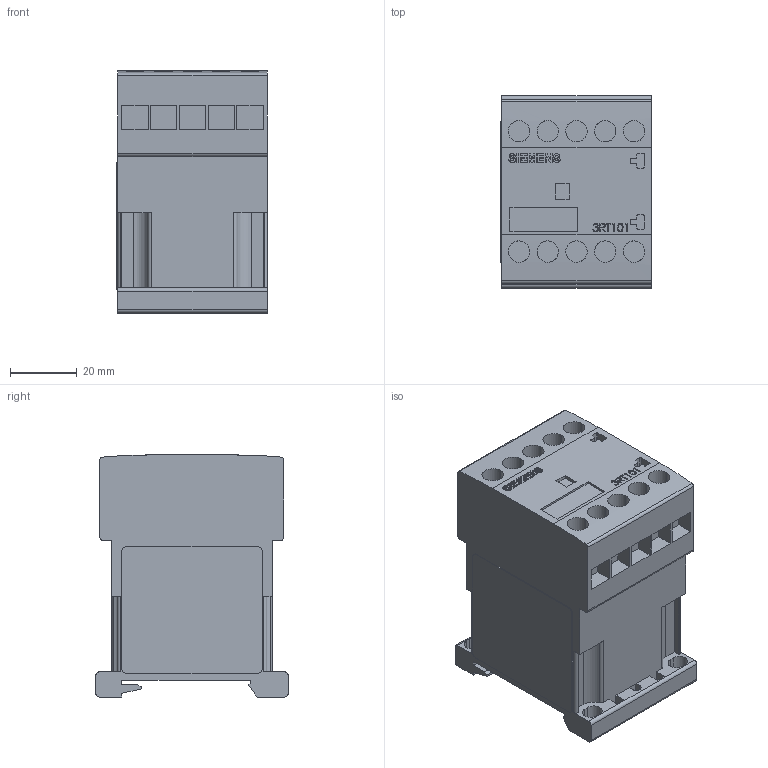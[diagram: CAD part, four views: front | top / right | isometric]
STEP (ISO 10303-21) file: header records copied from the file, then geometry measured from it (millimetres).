
FILE_DESCRIPTION (( 'STEP AP214' ), '1' );
FILE_NAME ('z_5061000_01_000_.STEP', '2006-06-23T09:22:00', ( 'CAT' ), ( 'Siemens AG' ), 'SwSTEP 2.0', 'SolidWorks 2005354', '' );
FILE_SCHEMA (( 'AUTOMOTIVE_DESIGN' ));
Length unit declared in the file: millimetre
Products named in the file (1): z_5061000_01_000_
Bounding box: 45.1 x 57.5 x 72.4 mm (x, y, z)
Volume: 150715.6 mm3; surface area: 23799.9 mm2
Topology: 1 solids, 1 shells, 400 faces, 1090 edges, 726 vertices
Faces by surface type: plane 265, cylinder 77, bspline 58
Entity records: 22106 total; most frequent: CARTESIAN_POINT 8551, ORIENTED_EDGE 2180, DIRECTION 1774, EDGE_CURVE 1090, LINE 820, VECTOR 820, VERTEX_POINT 726, AXIS2_PLACEMENT_3D 477
